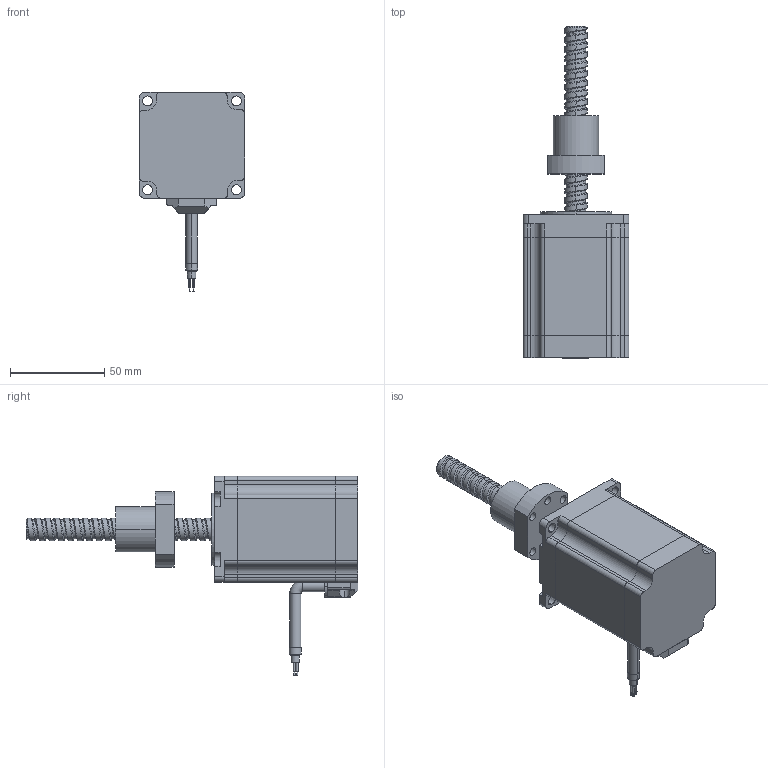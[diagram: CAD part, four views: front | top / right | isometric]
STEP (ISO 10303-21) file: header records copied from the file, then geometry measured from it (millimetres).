
FILE_DESCRIPTION (( 'STEP AP214' ), '1' );
FILE_NAME ('57E275-BS1205-4-4-100-001.STEP', '2024-11-18T07:12:54', ( 'MM' ), ( 'Microsoft' ), 'SwSTEP 2.0', 'SolidWorks 2024', '' );
FILE_SCHEMA (( 'AUTOMOTIVE_DESIGN' ));
Length unit declared in the file: millimetre
Products named in the file (1): 57E275-BS1205-4-4-100-001
Bounding box: 56.2 x 176 x 105.7 mm (x, y, z)
Volume: 247302.7 mm3; surface area: 39926.6 mm2
Topology: 5 solids, 5 shells, 282 faces, 757 edges, 501 vertices
Faces by surface type: cylinder 166, plane 105, torus 6, bspline 3, cone 2
Entity records: 22314 total; most frequent: CARTESIAN_POINT 15153, ORIENTED_EDGE 1514, DIRECTION 1466, EDGE_CURVE 757, AXIS2_PLACEMENT_3D 536, VERTEX_POINT 501, LINE 394, VECTOR 394
